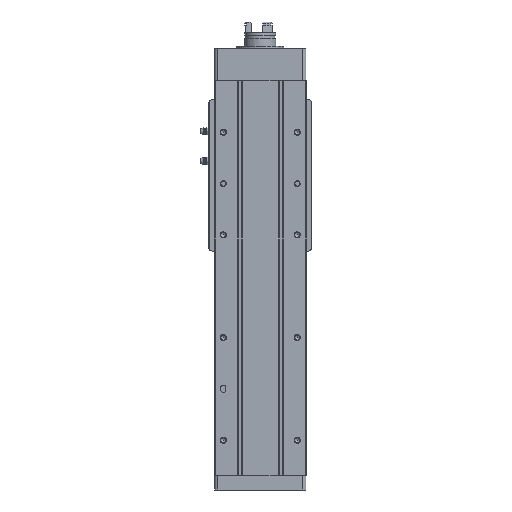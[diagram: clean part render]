
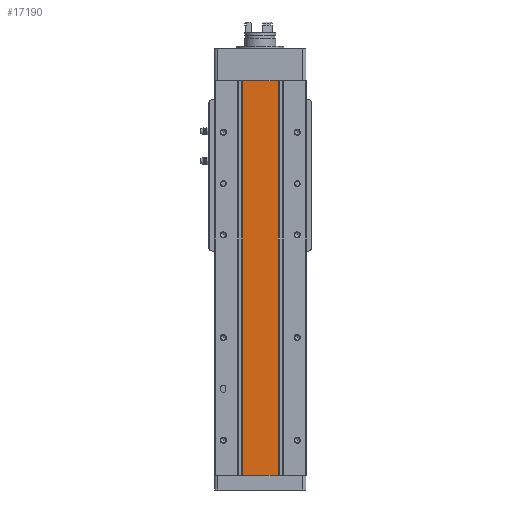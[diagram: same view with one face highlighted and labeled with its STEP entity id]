
A CAD part, front view. The second image highlights one B-rep face of the part: STEP entity #17190.
In plain terms, the highlighted planar face has unit normal (0, -1, 0).
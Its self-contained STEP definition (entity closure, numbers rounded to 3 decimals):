
#182=PLANE('',#18245);
#849=LINE('',#24712,#1925);
#887=LINE('',#24827,#1963);
#916=LINE('',#24916,#1992);
#917=LINE('',#24917,#1993);
#1925=VECTOR('',#20199,1000.);
#1963=VECTOR('',#20301,1000.);
#1992=VECTOR('',#20394,1000.);
#1993=VECTOR('',#20395,1000.);
#3631=ORIENTED_EDGE('',*,*,#7340,.T.);
#3632=ORIENTED_EDGE('',*,*,#7449,.T.);
#3633=ORIENTED_EDGE('',*,*,#7400,.F.);
#3634=ORIENTED_EDGE('',*,*,#7450,.F.);
#7340=EDGE_CURVE('',#9247,#9248,#849,.T.);
#7400=EDGE_CURVE('',#9293,#9292,#887,.T.);
#7449=EDGE_CURVE('',#9248,#9292,#916,.T.);
#7450=EDGE_CURVE('',#9247,#9293,#917,.T.);
#9247=VERTEX_POINT('',#24709);
#9248=VERTEX_POINT('',#24711);
#9292=VERTEX_POINT('',#24824);
#9293=VERTEX_POINT('',#24826);
#11133=EDGE_LOOP('',(#3631,#3632,#3633,#3634));
#12238=FACE_BOUND('',#11133,.T.);
#17190=ADVANCED_FACE('',(#12238),#182,.T.);
#18245=AXIS2_PLACEMENT_3D('',#24915,#20392,#20393);
#20199=DIRECTION('',(1.,0.,0.));
#20301=DIRECTION('',(1.,0.,0.));
#20392=DIRECTION('',(0.,-1.,0.));
#20393=DIRECTION('',(0.,0.,-1.));
#20394=DIRECTION('',(0.,0.,1.));
#20395=DIRECTION('',(0.,0.,1.));
#24709=CARTESIAN_POINT('',(-17.4,0.,-384.));
#24711=CARTESIAN_POINT('',(17.4,0.,-384.));
#24712=CARTESIAN_POINT('',(-45.,0.,-384.));
#24824=CARTESIAN_POINT('',(17.4,0.,0.));
#24826=CARTESIAN_POINT('',(-17.4,0.,0.));
#24827=CARTESIAN_POINT('',(-45.,0.,0.));
#24915=CARTESIAN_POINT('',(-45.,0.,-384.));
#24916=CARTESIAN_POINT('',(17.4,0.,-384.));
#24917=CARTESIAN_POINT('',(-17.4,0.,-384.));
